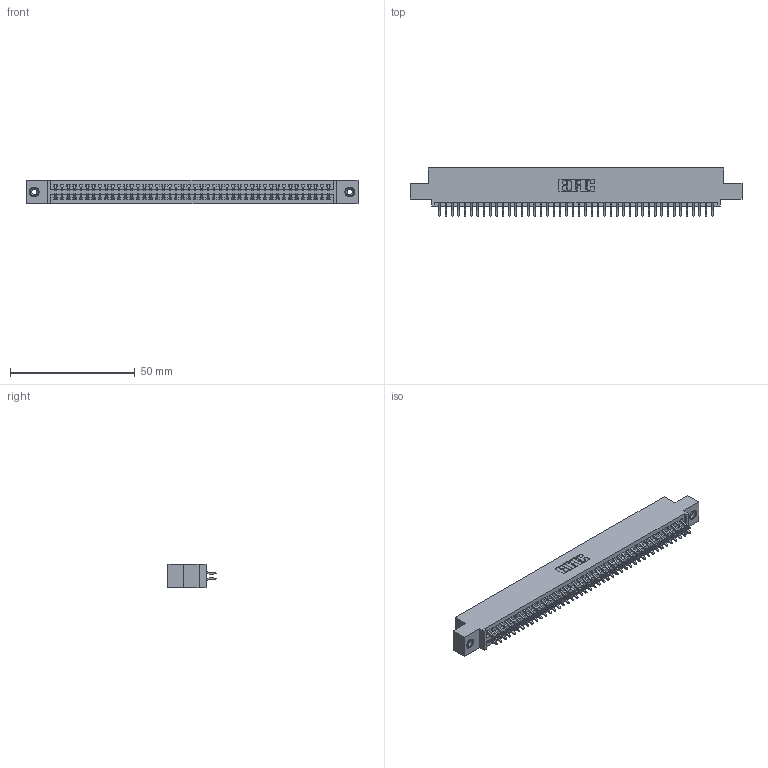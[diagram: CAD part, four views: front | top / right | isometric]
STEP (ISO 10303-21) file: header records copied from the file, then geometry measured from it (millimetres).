
FILE_DESCRIPTION (( 'STEP AP203' ), '1' );
FILE_NAME ('395-088-556-508.STEP', '2019-10-25T14:55:56', ( '' ), ( '' ), 'SwSTEP 2.0', 'SolidWorks 2016', '' );
FILE_SCHEMA (( 'CONFIG_CONTROL_DESIGN' ));
Length unit declared in the file: inch
Products named in the file (4): 395-088-556-508; 345 Part_0.110 Offset - 0.156 Dia-TI; 345-292-001_556 Tail; 345-250-001_345-250-003-102
Assembly tree (91 placements, depth 2):
  395-088-556-508
    345 Part_0.110 Offset - 0.156 Dia-TI
    345-292-001_556 Tail  x88
    345-250-001_345-250-003-102  x2
Bounding box: 132.97 x 19.24 x 9.4 mm (x, y, z)
Volume: 12851.9 mm3; surface area: 19065.3 mm2
Topology: 91 solids, 91 shells, 5118 faces, 15185 edges, 9998 vertices
Faces by surface type: plane 3372, cylinder 1730, cone 12, torus 4
Entity records: 35792 total; most frequent: CARTESIAN_POINT 5995, ORIENTED_EDGE 5910, DIRECTION 5297, EDGE_CURVE 2955, VECTOR 2619, LINE 2619, VERTEX_POINT 1964, AXIS2_PLACEMENT_3D 1339
